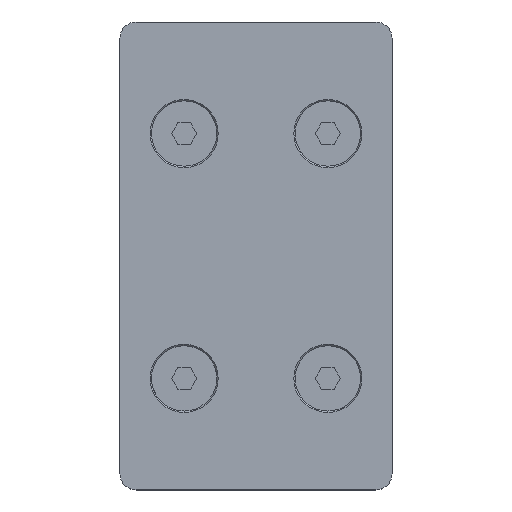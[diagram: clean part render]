
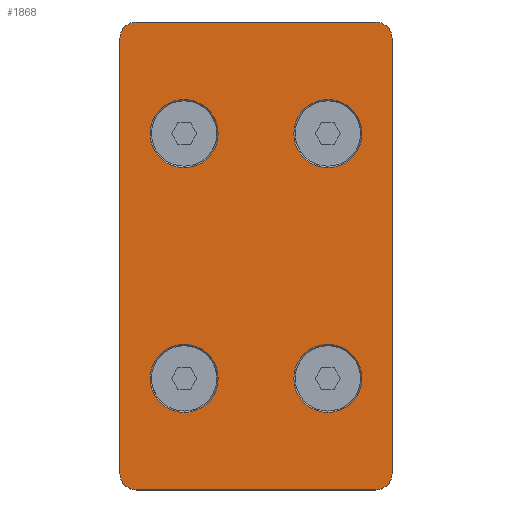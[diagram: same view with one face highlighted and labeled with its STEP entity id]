
A CAD part, top view. The second image highlights one B-rep face of the part: STEP entity #1868.
In plain terms, the highlighted planar face has unit normal (0, 0, 1).
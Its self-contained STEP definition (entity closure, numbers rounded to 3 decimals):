
#33=FACE_BOUND('',#255,.T.);
#34=FACE_BOUND('',#256,.T.);
#35=FACE_BOUND('',#257,.T.);
#36=FACE_BOUND('',#258,.T.);
#50=PLANE('',#2022);
#148=FACE_OUTER_BOUND('',#254,.T.);
#254=EDGE_LOOP('',(#1292,#1293,#1294,#1295,#1296,#1297,#1298,#1299));
#255=EDGE_LOOP('',(#1300));
#256=EDGE_LOOP('',(#1301));
#257=EDGE_LOOP('',(#1302));
#258=EDGE_LOOP('',(#1303));
#359=LINE('',#2759,#523);
#365=LINE('',#2787,#529);
#368=LINE('',#2795,#532);
#374=LINE('',#2825,#538);
#523=VECTOR('',#2214,10.);
#529=VECTOR('',#2242,10.);
#532=VECTOR('',#2251,10.);
#538=VECTOR('',#2287,10.);
#680=CIRCLE('',#1975,6.25);
#683=CIRCLE('',#1979,6.25);
#686=CIRCLE('',#1983,6.25);
#689=CIRCLE('',#1987,6.25);
#691=CIRCLE('',#1990,3.);
#700=CIRCLE('',#2002,3.);
#701=CIRCLE('',#2005,3.);
#702=CIRCLE('',#2008,3.);
#770=VERTEX_POINT('',#2717);
#773=VERTEX_POINT('',#2725);
#776=VERTEX_POINT('',#2733);
#779=VERTEX_POINT('',#2741);
#780=VERTEX_POINT('',#2746);
#781=VERTEX_POINT('',#2747);
#785=VERTEX_POINT('',#2757);
#795=VERTEX_POINT('',#2781);
#796=VERTEX_POINT('',#2785);
#797=VERTEX_POINT('',#2789);
#798=VERTEX_POINT('',#2790);
#799=VERTEX_POINT('',#2797);
#946=EDGE_CURVE('',#770,#770,#680,.T.);
#950=EDGE_CURVE('',#773,#773,#683,.T.);
#954=EDGE_CURVE('',#776,#776,#686,.T.);
#958=EDGE_CURVE('',#779,#779,#689,.T.);
#960=EDGE_CURVE('',#780,#781,#691,.T.);
#966=EDGE_CURVE('',#785,#780,#359,.T.);
#977=EDGE_CURVE('',#795,#785,#700,.T.);
#980=EDGE_CURVE('',#796,#795,#365,.T.);
#981=EDGE_CURVE('',#797,#798,#701,.T.);
#984=EDGE_CURVE('',#781,#797,#368,.T.);
#985=EDGE_CURVE('',#799,#796,#702,.T.);
#999=EDGE_CURVE('',#798,#799,#374,.T.);
#1292=ORIENTED_EDGE('',*,*,#960,.F.);
#1293=ORIENTED_EDGE('',*,*,#966,.F.);
#1294=ORIENTED_EDGE('',*,*,#977,.F.);
#1295=ORIENTED_EDGE('',*,*,#980,.F.);
#1296=ORIENTED_EDGE('',*,*,#985,.F.);
#1297=ORIENTED_EDGE('',*,*,#999,.F.);
#1298=ORIENTED_EDGE('',*,*,#981,.F.);
#1299=ORIENTED_EDGE('',*,*,#984,.F.);
#1300=ORIENTED_EDGE('',*,*,#946,.T.);
#1301=ORIENTED_EDGE('',*,*,#954,.T.);
#1302=ORIENTED_EDGE('',*,*,#958,.T.);
#1303=ORIENTED_EDGE('',*,*,#950,.T.);
#1868=ADVANCED_FACE('',(#148,#33,#34,#35,#36),#50,.T.);
#1975=AXIS2_PLACEMENT_3D('',#2719,#2171,#2172);
#1979=AXIS2_PLACEMENT_3D('',#2727,#2180,#2181);
#1983=AXIS2_PLACEMENT_3D('',#2735,#2189,#2190);
#1987=AXIS2_PLACEMENT_3D('',#2743,#2198,#2199);
#1990=AXIS2_PLACEMENT_3D('',#2748,#2204,#2205);
#2002=AXIS2_PLACEMENT_3D('',#2782,#2236,#2237);
#2005=AXIS2_PLACEMENT_3D('',#2791,#2245,#2246);
#2008=AXIS2_PLACEMENT_3D('',#2798,#2254,#2255);
#2022=AXIS2_PLACEMENT_3D('',#2826,#2288,#2289);
#2171=DIRECTION('center_axis',(0.,0.,-1.));
#2172=DIRECTION('ref_axis',(1.,0.,0.));
#2180=DIRECTION('center_axis',(0.,0.,-1.));
#2181=DIRECTION('ref_axis',(1.,0.,0.));
#2189=DIRECTION('center_axis',(0.,0.,-1.));
#2190=DIRECTION('ref_axis',(1.,0.,0.));
#2198=DIRECTION('center_axis',(0.,0.,-1.));
#2199=DIRECTION('ref_axis',(1.,0.,0.));
#2204=DIRECTION('center_axis',(0.,0.,-1.));
#2205=DIRECTION('ref_axis',(0.707,0.707,0.));
#2214=DIRECTION('',(1.,0.,0.));
#2236=DIRECTION('center_axis',(0.,0.,-1.));
#2237=DIRECTION('ref_axis',(-0.707,0.707,0.));
#2242=DIRECTION('',(0.,1.,0.));
#2245=DIRECTION('center_axis',(0.,0.,-1.));
#2246=DIRECTION('ref_axis',(0.707,-0.707,0.));
#2251=DIRECTION('',(0.,-1.,0.));
#2254=DIRECTION('center_axis',(0.,0.,-1.));
#2255=DIRECTION('ref_axis',(-0.707,-0.707,0.));
#2287=DIRECTION('',(-1.,0.,0.));
#2288=DIRECTION('center_axis',(0.,0.,1.));
#2289=DIRECTION('ref_axis',(1.,0.,0.));
#2717=CARTESIAN_POINT('',(6.95,-22.5,4.));
#2719=CARTESIAN_POINT('Origin',(13.2,-22.5,4.));
#2725=CARTESIAN_POINT('',(-19.45,-22.5,4.));
#2727=CARTESIAN_POINT('Origin',(-13.2,-22.5,4.));
#2733=CARTESIAN_POINT('',(-19.45,22.5,4.));
#2735=CARTESIAN_POINT('Origin',(-13.2,22.5,4.));
#2741=CARTESIAN_POINT('',(6.95,22.5,4.));
#2743=CARTESIAN_POINT('Origin',(13.2,22.5,4.));
#2746=CARTESIAN_POINT('',(22.,43.,4.));
#2747=CARTESIAN_POINT('',(25.,40.,4.));
#2748=CARTESIAN_POINT('Origin',(22.,40.,4.));
#2757=CARTESIAN_POINT('',(-22.,43.,4.));
#2759=CARTESIAN_POINT('',(25.,43.,4.));
#2781=CARTESIAN_POINT('',(-25.,40.,4.));
#2782=CARTESIAN_POINT('Origin',(-22.,40.,4.));
#2785=CARTESIAN_POINT('',(-25.,-40.,4.));
#2787=CARTESIAN_POINT('',(-25.,43.,4.));
#2789=CARTESIAN_POINT('',(25.,-40.,4.));
#2790=CARTESIAN_POINT('',(22.,-43.,4.));
#2791=CARTESIAN_POINT('Origin',(22.,-40.,4.));
#2795=CARTESIAN_POINT('',(25.,-43.,4.));
#2797=CARTESIAN_POINT('',(-22.,-43.,4.));
#2798=CARTESIAN_POINT('Origin',(-22.,-40.,4.));
#2825=CARTESIAN_POINT('',(-25.,-43.,4.));
#2826=CARTESIAN_POINT('Origin',(0.,0.,4.));
